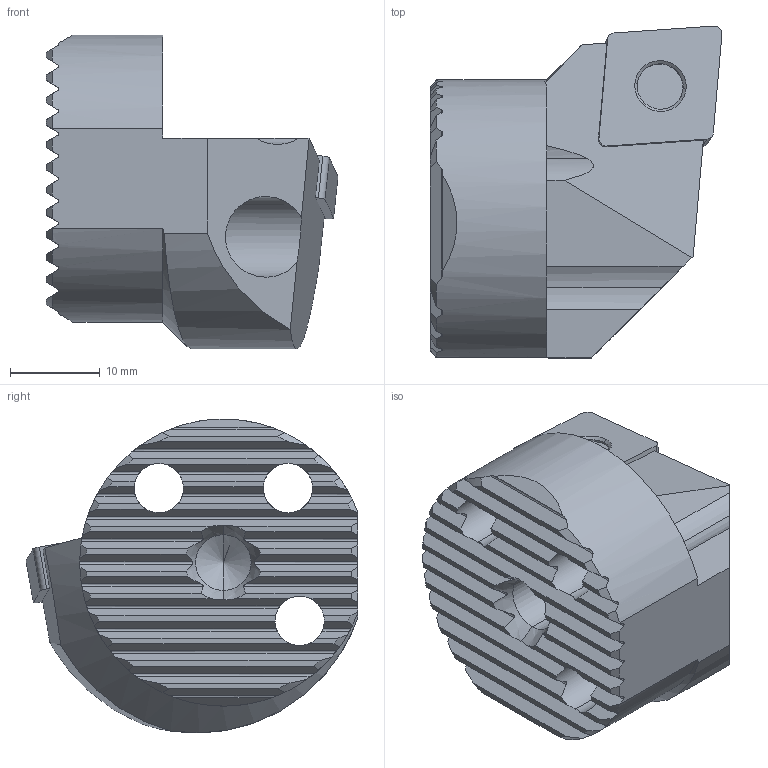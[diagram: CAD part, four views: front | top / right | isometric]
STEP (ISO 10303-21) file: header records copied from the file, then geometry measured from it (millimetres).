
FILE_DESCRIPTION(/* description */ (''),/* implementation_level */ '2;1');
FILE_NAME(/* name */ 'W9990163_A__specification_W9990163_Aussen_.stp',/* time_stamp */ '2012-09-26T08:43:33+02:00',/* author */ (''),/* organization */ (''),/* preprocessor_version */ 'ST-DEVELOPER v11',/* originating_system */ 'SIEMENS PLM Software NX 7.5',/* authorisation */ '');
FILE_SCHEMA (('AUTOMOTIVE_DESIGN { 1 0 10303 214 1 1 1 1 }'));
Length unit declared in the file: millimetre
Products named in the file (1): webeF58Exzls
Bounding box: 32.55 x 37 x 34.99 mm (x, y, z)
Volume: 16793.8 mm3; surface area: 6153.7 mm2
Topology: 1 solids, 1 shells, 167 faces, 496 edges, 327 vertices
Faces by surface type: plane 93, cylinder 47, cone 27
Entity records: 6470 total; most frequent: CARTESIAN_POINT 2094, ORIENTED_EDGE 988, DIRECTION 847, EDGE_CURVE 494, VERTEX_POINT 327, AXIS2_PLACEMENT_3D 325, LINE 197, VECTOR 197
